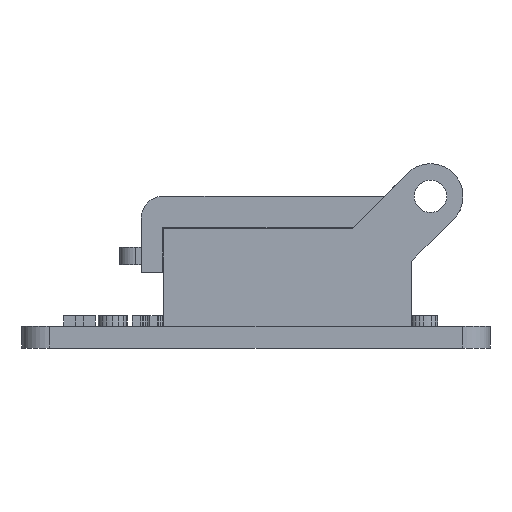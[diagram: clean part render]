
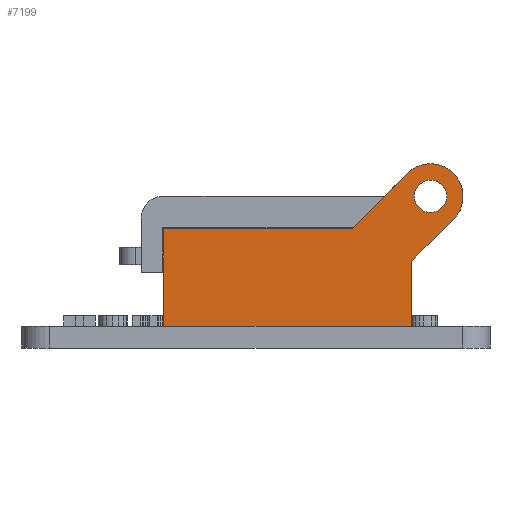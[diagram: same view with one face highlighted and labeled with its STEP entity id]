
A CAD part, front view. The second image highlights one B-rep face of the part: STEP entity #7199.
In plain terms, the highlighted planar face has unit normal (0, -1, 0).
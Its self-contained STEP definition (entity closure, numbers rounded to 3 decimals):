
#718=FACE_BOUND('',#2764,.T.);
#748=LINE('',#8598,#1312);
#753=LINE('',#8608,#1317);
#762=LINE('',#8642,#1326);
#766=LINE('',#8653,#1330);
#839=LINE('',#10140,#1403);
#1215=LINE('',#15609,#1779);
#1312=VECTOR('',#7569,10.);
#1317=VECTOR('',#7576,10.);
#1326=VECTOR('',#7605,10.);
#1330=VECTOR('',#7617,10.);
#1403=VECTOR('',#7704,10.);
#1779=VECTOR('',#8260,10.);
#1988=PLANE('',#7408);
#2351=FACE_OUTER_BOUND('',#2763,.T.);
#2763=EDGE_LOOP('',(#6578,#6579,#6580,#6581,#6582,#6583,#6584));
#2764=EDGE_LOOP('',(#6585));
#2856=CIRCLE('',#7304,1.5);
#2857=CIRCLE('',#7307,3.);
#2926=VERTEX_POINT('',#8595);
#2927=VERTEX_POINT('',#8597);
#2930=VERTEX_POINT('',#8605);
#2931=VERTEX_POINT('',#8607);
#2945=VERTEX_POINT('',#8637);
#2946=VERTEX_POINT('',#8641);
#2948=VERTEX_POINT('',#8647);
#3115=VERTEX_POINT('',#10139);
#3655=EDGE_CURVE('',#2926,#2927,#748,.T.);
#3660=EDGE_CURVE('',#2930,#2931,#753,.T.);
#3676=EDGE_CURVE('',#2945,#2945,#2856,.T.);
#3677=EDGE_CURVE('',#2926,#2946,#762,.T.);
#3680=EDGE_CURVE('',#2946,#2948,#2857,.T.);
#3683=EDGE_CURVE('',#2948,#2931,#766,.T.);
#3882=EDGE_CURVE('',#3115,#2927,#839,.T.);
#4584=EDGE_CURVE('',#2930,#3115,#1215,.T.);
#6578=ORIENTED_EDGE('',*,*,#3660,.F.);
#6579=ORIENTED_EDGE('',*,*,#4584,.T.);
#6580=ORIENTED_EDGE('',*,*,#3882,.T.);
#6581=ORIENTED_EDGE('',*,*,#3655,.F.);
#6582=ORIENTED_EDGE('',*,*,#3677,.T.);
#6583=ORIENTED_EDGE('',*,*,#3680,.T.);
#6584=ORIENTED_EDGE('',*,*,#3683,.T.);
#6585=ORIENTED_EDGE('',*,*,#3676,.T.);
#7199=ADVANCED_FACE('',(#2351,#718),#1988,.F.);
#7304=AXIS2_PLACEMENT_3D('',#8639,#7601,#7602);
#7307=AXIS2_PLACEMENT_3D('',#8648,#7610,#7611);
#7408=AXIS2_PLACEMENT_3D('',#15611,#8263,#8264);
#7569=DIRECTION('',(0.,0.,-1.));
#7576=DIRECTION('',(1.,0.,0.));
#7601=DIRECTION('center_axis',(0.,1.,0.));
#7602=DIRECTION('ref_axis',(1.,0.,0.));
#7605=DIRECTION('',(0.707,0.,0.707));
#7610=DIRECTION('center_axis',(0.,-1.,0.));
#7611=DIRECTION('ref_axis',(1.,0.,0.));
#7617=DIRECTION('',(-0.707,0.,-0.707));
#7704=DIRECTION('',(1.,0.,0.));
#8260=DIRECTION('',(0.,0.,-1.));
#8263=DIRECTION('center_axis',(0.,1.,0.));
#8264=DIRECTION('ref_axis',(1.,0.,0.));
#8595=CARTESIAN_POINT('',(11.161,-9.627,-2.975));
#8597=CARTESIAN_POINT('',(11.161,-9.627,-9.));
#8598=CARTESIAN_POINT('',(11.161,-9.627,0.));
#8605=CARTESIAN_POINT('',(-11.7,-9.627,0.));
#8607=CARTESIAN_POINT('',(5.65,-9.627,0.));
#8608=CARTESIAN_POINT('',(-7.454,-9.627,0.));
#8637=CARTESIAN_POINT('',(11.393,-9.627,3.));
#8639=CARTESIAN_POINT('Origin',(12.893,-9.627,3.));
#8641=CARTESIAN_POINT('',(15.014,-9.627,0.879));
#8642=CARTESIAN_POINT('',(11.161,-9.627,-2.975));
#8647=CARTESIAN_POINT('',(10.772,-9.627,5.121));
#8648=CARTESIAN_POINT('Origin',(12.893,-9.627,3.));
#8653=CARTESIAN_POINT('',(8.65,-9.627,3.));
#10139=CARTESIAN_POINT('',(-11.7,-9.627,-9.));
#10140=CARTESIAN_POINT('',(11.161,-9.627,-9.));
#15609=CARTESIAN_POINT('',(-11.7,-9.627,0.));
#15611=CARTESIAN_POINT('Origin',(-11.7,-9.627,0.));
